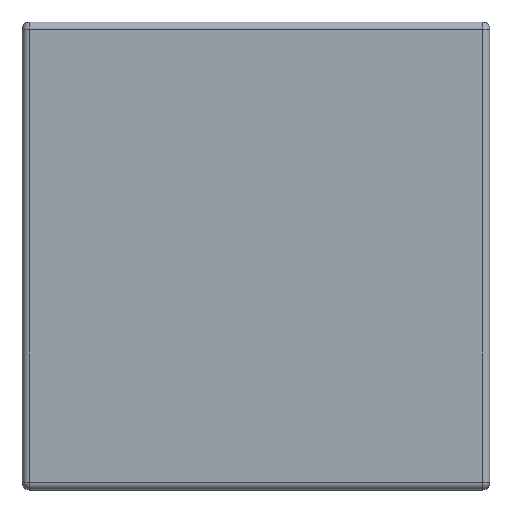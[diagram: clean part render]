
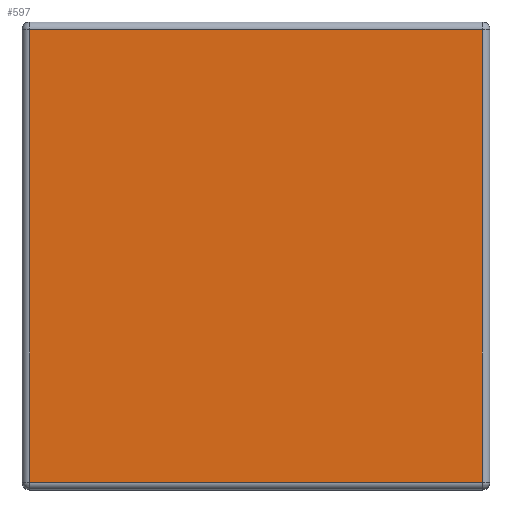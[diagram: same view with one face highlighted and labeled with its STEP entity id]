
A CAD part, top view. The second image highlights one B-rep face of the part: STEP entity #597.
In plain terms, the highlighted planar face has unit normal (0, 0, 1).
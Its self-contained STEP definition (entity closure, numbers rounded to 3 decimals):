
#597 = ADVANCED_FACE('',(#598),#632,.T.);
#598 = FACE_BOUND('',#599,.T.);
#599 = EDGE_LOOP('',(#600,#610,#618,#626));
#600 = ORIENTED_EDGE('',*,*,#601,.T.);
#601 = EDGE_CURVE('',#602,#604,#606,.T.);
#602 = VERTEX_POINT('',#603);
#603 = CARTESIAN_POINT('',(-12.3,-12.3,11.9));
#604 = VERTEX_POINT('',#605);
#605 = CARTESIAN_POINT('',(12.3,-12.3,11.9));
#606 = LINE('',#607,#608);
#607 = CARTESIAN_POINT('',(12.7,-12.3,11.9));
#608 = VECTOR('',#609,1.);
#609 = DIRECTION('',(1.,0.,0.));
#610 = ORIENTED_EDGE('',*,*,#611,.T.);
#611 = EDGE_CURVE('',#604,#612,#614,.T.);
#612 = VERTEX_POINT('',#613);
#613 = CARTESIAN_POINT('',(12.3,12.3,11.9));
#614 = LINE('',#615,#616);
#615 = CARTESIAN_POINT('',(12.3,12.7,11.9));
#616 = VECTOR('',#617,1.);
#617 = DIRECTION('',(0.,1.,0.));
#618 = ORIENTED_EDGE('',*,*,#619,.T.);
#619 = EDGE_CURVE('',#612,#620,#622,.T.);
#620 = VERTEX_POINT('',#621);
#621 = CARTESIAN_POINT('',(-12.3,12.3,11.9));
#622 = LINE('',#623,#624);
#623 = CARTESIAN_POINT('',(-12.7,12.3,11.9));
#624 = VECTOR('',#625,1.);
#625 = DIRECTION('',(-1.,0.,0.));
#626 = ORIENTED_EDGE('',*,*,#627,.T.);
#627 = EDGE_CURVE('',#620,#602,#628,.T.);
#628 = LINE('',#629,#630);
#629 = CARTESIAN_POINT('',(-12.3,-12.7,11.9));
#630 = VECTOR('',#631,1.);
#631 = DIRECTION('',(0.,-1.,0.));
#632 = PLANE('',#633);
#633 = AXIS2_PLACEMENT_3D('',#634,#635,#636);
#634 = CARTESIAN_POINT('',(-12.7,-12.7,11.9));
#635 = DIRECTION('',(0.,0.,1.));
#636 = DIRECTION('',(1.,0.,0.));
